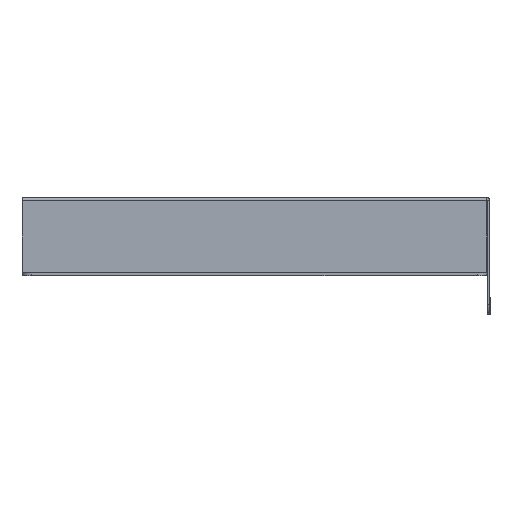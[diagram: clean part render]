
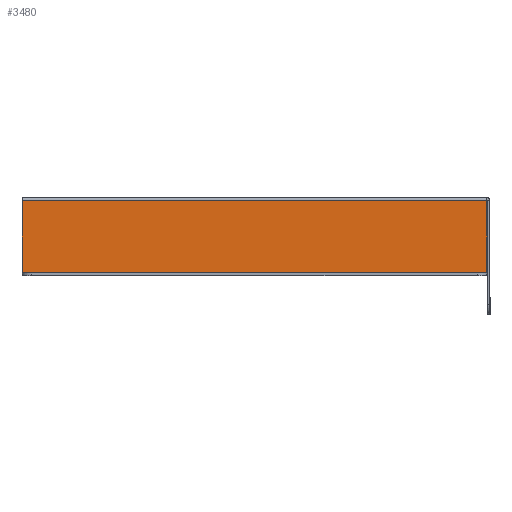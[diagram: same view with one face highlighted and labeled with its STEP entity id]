
A CAD part, left-side view. The second image highlights one B-rep face of the part: STEP entity #3480.
In plain terms, the highlighted planar face has unit normal (-1, 0, 0).
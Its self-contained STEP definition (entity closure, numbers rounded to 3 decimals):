
#308 = AXIS2_PLACEMENT_3D ( 'NONE', #650, #635, #634 ) ;
#634 = DIRECTION ( 'NONE',  ( 0., 0., -1. ) ) ;
#635 = DIRECTION ( 'NONE',  ( 1., 0., 0. ) ) ;
#638 = PLANE ( 'NONE',  #308 ) ;
#640 = FACE_OUTER_BOUND ( 'NONE', #1889, .T. ) ;
#650 = CARTESIAN_POINT ( 'NONE',  ( -424., -119.15, -1.5 ) ) ;
#1034 = EDGE_CURVE ( 'NONE', #2008, #2021, #1398, .T. ) ;
#1043 = EDGE_CURVE ( 'NONE', #2020, #2033, #1351, .T. ) ;
#1046 = EDGE_CURVE ( 'NONE', #2020, #2021, #1339, .T. ) ;
#1047 = EDGE_CURVE ( 'NONE', #2008, #2033, #1346, .T. ) ;
#1332 = DIRECTION ( 'NONE',  ( 0., -1., 0. ) ) ;
#1334 = CARTESIAN_POINT ( 'NONE',  ( -424., -119.15, -1.6 ) ) ;
#1336 = DIRECTION ( 'NONE',  ( 0., 1., 0. ) ) ;
#1337 = CARTESIAN_POINT ( 'NONE',  ( -424., -119.15, -38.4 ) ) ;
#1339 = LINE ( 'NONE', #1337, #2689 ) ;
#1346 = LINE ( 'NONE', #1334, #2780 ) ;
#1349 = DIRECTION ( 'NONE',  ( 0., 0., 1. ) ) ;
#1350 = CARTESIAN_POINT ( 'NONE',  ( -424., -119.15, -1.5 ) ) ;
#1351 = LINE ( 'NONE', #1350, #2798 ) ;
#1384 = DIRECTION ( 'NONE',  ( 0., 0., -1. ) ) ;
#1385 = CARTESIAN_POINT ( 'NONE',  ( -424., 119.25, -38.5 ) ) ;
#1398 = LINE ( 'NONE', #1385, #2701 ) ;
#1889 = EDGE_LOOP ( 'NONE', ( #2225, #2226, #2227, #2230 ) ) ;
#2008 = VERTEX_POINT ( 'NONE', #2436 ) ;
#2020 = VERTEX_POINT ( 'NONE', #2424 ) ;
#2021 = VERTEX_POINT ( 'NONE', #2423 ) ;
#2033 = VERTEX_POINT ( 'NONE', #2412 ) ;
#2225 = ORIENTED_EDGE ( 'NONE', *, *, #1046, .F. ) ;
#2226 = ORIENTED_EDGE ( 'NONE', *, *, #1043, .T. ) ;
#2227 = ORIENTED_EDGE ( 'NONE', *, *, #1047, .F. ) ;
#2230 = ORIENTED_EDGE ( 'NONE', *, *, #1034, .T. ) ;
#2412 = CARTESIAN_POINT ( 'NONE',  ( -424., -119.15, -1.6 ) ) ;
#2423 = CARTESIAN_POINT ( 'NONE',  ( -424., 119.25, -38.4 ) ) ;
#2424 = CARTESIAN_POINT ( 'NONE',  ( -424., -119.15, -38.4 ) ) ;
#2436 = CARTESIAN_POINT ( 'NONE',  ( -424., 119.25, -1.6 ) ) ;
#2689 = VECTOR ( 'NONE', #1336, 1000. ) ;
#2701 = VECTOR ( 'NONE', #1384, 1000. ) ;
#2780 = VECTOR ( 'NONE', #1332, 1000. ) ;
#2798 = VECTOR ( 'NONE', #1349, 1000. ) ;
#3480 = ADVANCED_FACE ( 'NONE', ( #640 ), #638, .F. ) ;
